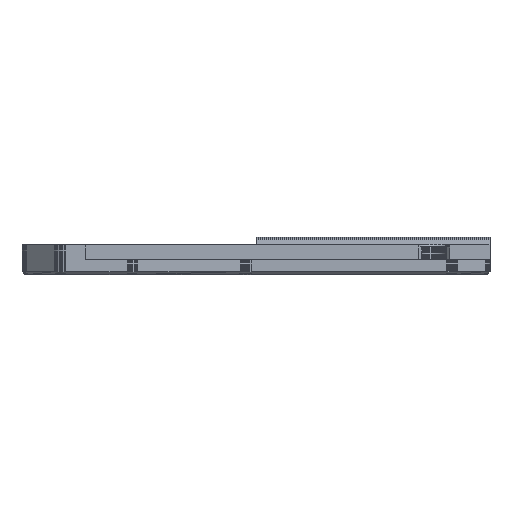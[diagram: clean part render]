
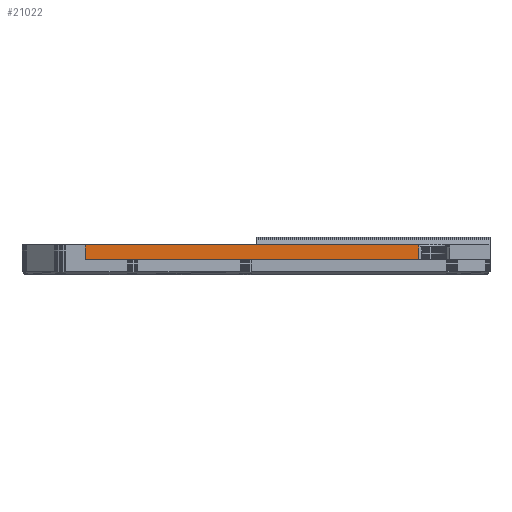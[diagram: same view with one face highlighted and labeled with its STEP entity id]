
A CAD part, left-side view. The second image highlights one B-rep face of the part: STEP entity #21022.
In plain terms, the highlighted planar face has unit normal (-1, 0, 0).
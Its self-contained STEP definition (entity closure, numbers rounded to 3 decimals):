
#5693 = VERTEX_POINT('',#5694);
#5694 = CARTESIAN_POINT('',(129.,103.1,2.));
#5700 = EDGE_CURVE('',#5693,#5701,#5703,.T.);
#5701 = VERTEX_POINT('',#5702);
#5702 = CARTESIAN_POINT('',(129.,148.,2.));
#5703 = LINE('',#5704,#5705);
#5704 = CARTESIAN_POINT('',(129.,103.1,2.));
#5705 = VECTOR('',#5706,1.);
#5706 = DIRECTION('',(0.,1.,0.));
#12961 = VERTEX_POINT('',#12962);
#12962 = CARTESIAN_POINT('',(129.,148.,4.));
#12968 = EDGE_CURVE('',#12961,#12969,#12971,.T.);
#12969 = VERTEX_POINT('',#12970);
#12970 = CARTESIAN_POINT('',(129.,103.1,4.));
#12971 = LINE('',#12972,#12973);
#12972 = CARTESIAN_POINT('',(129.,148.,4.));
#12973 = VECTOR('',#12974,1.);
#12974 = DIRECTION('',(0.,-1.,0.));
#21022 = ADVANCED_FACE('',(#21023),#21039,.T.);
#21023 = FACE_BOUND('',#21024,.T.);
#21024 = EDGE_LOOP('',(#21025,#21031,#21032,#21038));
#21025 = ORIENTED_EDGE('',*,*,#21026,.F.);
#21026 = EDGE_CURVE('',#12969,#5693,#21027,.T.);
#21027 = LINE('',#21028,#21029);
#21028 = CARTESIAN_POINT('',(129.,103.1,4.));
#21029 = VECTOR('',#21030,1.);
#21030 = DIRECTION('',(0.,0.,-1.));
#21031 = ORIENTED_EDGE('',*,*,#12968,.F.);
#21032 = ORIENTED_EDGE('',*,*,#21033,.T.);
#21033 = EDGE_CURVE('',#12961,#5701,#21034,.T.);
#21034 = LINE('',#21035,#21036);
#21035 = CARTESIAN_POINT('',(129.,148.,4.));
#21036 = VECTOR('',#21037,1.);
#21037 = DIRECTION('',(0.,0.,-1.));
#21038 = ORIENTED_EDGE('',*,*,#5700,.F.);
#21039 = PLANE('',#21040);
#21040 = AXIS2_PLACEMENT_3D('',#21041,#21042,#21043);
#21041 = CARTESIAN_POINT('',(129.,125.55,3.));
#21042 = DIRECTION('',(-1.,-0.,-0.));
#21043 = DIRECTION('',(0.,0.,-1.));
